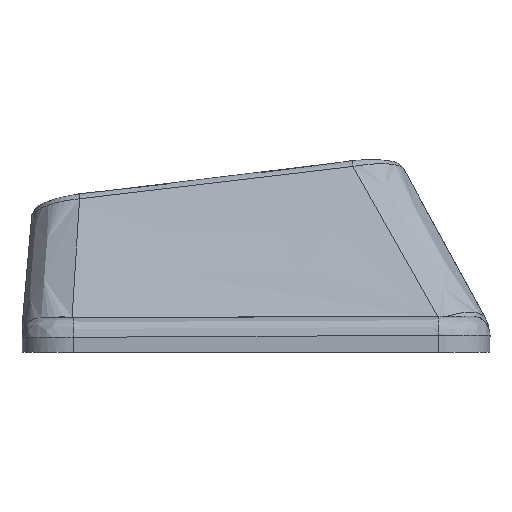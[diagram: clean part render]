
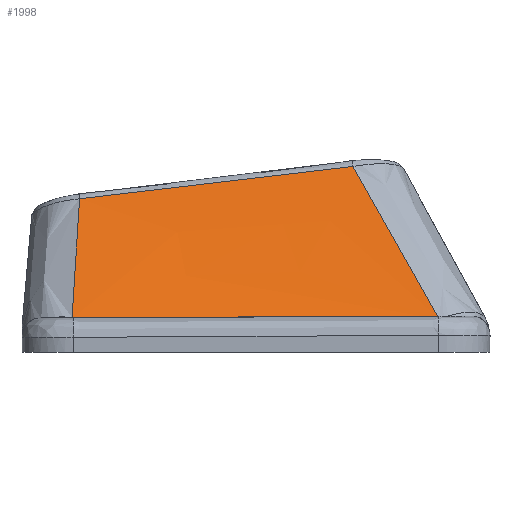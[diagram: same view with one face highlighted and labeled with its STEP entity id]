
A CAD part, left-side view. The second image highlights one B-rep face of the part: STEP entity #1998.
In plain terms, the highlighted free-form (B-spline) face has degree [3, 3] with [4, 4] control points.
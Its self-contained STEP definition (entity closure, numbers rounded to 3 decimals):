
#24=ELLIPSE('',#2142,0.232,0.197);
#26=ELLIPSE('',#2146,0.187,0.161);
#62=B_SPLINE_SURFACE_WITH_KNOTS('',3,3,((#3630,#3631,#3632,#3633),(#3634,
#3635,#3636,#3637),(#3638,#3639,#3640,#3641),(#3642,#3643,#3644,#3645)),
 .UNSPECIFIED.,.F.,.F.,.F.,(4,4),(4,4),(0.101,0.893),
(0.045,0.954),.UNSPECIFIED.);
#160=B_SPLINE_CURVE_WITH_KNOTS('',3,(#3475,#3476,#3477,#3478,#3479,#3480,
#3481,#3482,#3483,#3484,#3485,#3486,#3487,#3488,#3489,#3490),
 .UNSPECIFIED.,.F.,.F.,(4,3,3,3,3,4),(0.,0.312,0.623,
0.934,1.243,1.416),.UNSPECIFIED.);
#163=B_SPLINE_CURVE_WITH_KNOTS('',3,(#3647,#3648,#3649,#3650,#3651,#3652,
#3653,#3654,#3655,#3656,#3657,#3658,#3659,#3660,#3661,#3662),
 .UNSPECIFIED.,.F.,.F.,(4,3,3,3,3,4),(0.036,0.194,
0.353,0.512,0.672,0.771),
 .UNSPECIFIED.);
#164=B_SPLINE_CURVE_WITH_KNOTS('',3,(#3664,#3665,#3666,#3667),
 .UNSPECIFIED.,.F.,.F.,(4,4),(-1.068,0.),
 .UNSPECIFIED.);
#165=B_SPLINE_CURVE_WITH_KNOTS('',3,(#3668,#3669,#3670,#3671,#3672,#3673,
#3674,#3675,#3676,#3677,#3678,#3679,#3680),.UNSPECIFIED.,.F.,.F.,(4,3,3,
3,4),(-0.569,-0.406,-0.244,-0.08,
-0.031),.UNSPECIFIED.);
#486=FACE_OUTER_BOUND('',#614,.T.);
#614=EDGE_LOOP('',(#1433,#1434,#1435,#1436,#1437,#1438));
#830=VERTEX_POINT('',#3365);
#832=VERTEX_POINT('',#3449);
#834=VERTEX_POINT('',#3473);
#836=VERTEX_POINT('',#3509);
#843=VERTEX_POINT('',#3646);
#844=VERTEX_POINT('',#3663);
#1054=EDGE_CURVE('',#832,#830,#24,.T.);
#1057=EDGE_CURVE('',#834,#832,#160,.T.);
#1060=EDGE_CURVE('',#836,#834,#26,.T.);
#1072=EDGE_CURVE('',#843,#836,#163,.T.);
#1073=EDGE_CURVE('',#844,#843,#164,.T.);
#1074=EDGE_CURVE('',#830,#844,#165,.T.);
#1433=ORIENTED_EDGE('',*,*,#1054,.F.);
#1434=ORIENTED_EDGE('',*,*,#1057,.F.);
#1435=ORIENTED_EDGE('',*,*,#1060,.F.);
#1436=ORIENTED_EDGE('',*,*,#1072,.F.);
#1437=ORIENTED_EDGE('',*,*,#1073,.F.);
#1438=ORIENTED_EDGE('',*,*,#1074,.F.);
#1998=ADVANCED_FACE('',(#486),#62,.T.);
#2142=AXIS2_PLACEMENT_3D('',#3451,#2361,#2362);
#2146=AXIS2_PLACEMENT_3D('',#3511,#2369,#2370);
#2361=DIRECTION('center_axis',(0.857,-0.003,-0.515));
#2362=DIRECTION('ref_axis',(0.192,0.93,0.314));
#2369=DIRECTION('center_axis',(0.904,-0.002,-0.428));
#2370=DIRECTION('ref_axis',(-0.047,0.994,-0.103));
#3365=CARTESIAN_POINT('',(-8.864,7.138,0.361));
#3449=CARTESIAN_POINT('',(-8.867,7.086,0.356));
#3451=CARTESIAN_POINT('Origin',(-8.763,7.11,0.529));
#3473=CARTESIAN_POINT('',(-8.936,-7.078,0.304));
#3475=CARTESIAN_POINT('Ctrl Pts',(-8.936,-7.078,0.304));
#3476=CARTESIAN_POINT('Ctrl Pts',(-8.932,-6.038,0.308));
#3477=CARTESIAN_POINT('Ctrl Pts',(-8.928,-4.998,0.311));
#3478=CARTESIAN_POINT('Ctrl Pts',(-8.924,-3.957,0.315));
#3479=CARTESIAN_POINT('Ctrl Pts',(-8.92,-2.92,0.318));
#3480=CARTESIAN_POINT('Ctrl Pts',(-8.915,-1.883,0.322));
#3481=CARTESIAN_POINT('Ctrl Pts',(-8.91,-0.846,0.325));
#3482=CARTESIAN_POINT('Ctrl Pts',(-8.906,0.189,0.329));
#3483=CARTESIAN_POINT('Ctrl Pts',(-8.901,1.224,0.333));
#3484=CARTESIAN_POINT('Ctrl Pts',(-8.895,2.259,0.337));
#3485=CARTESIAN_POINT('Ctrl Pts',(-8.89,3.291,0.341));
#3486=CARTESIAN_POINT('Ctrl Pts',(-8.884,4.323,0.345));
#3487=CARTESIAN_POINT('Ctrl Pts',(-8.878,5.355,0.349));
#3488=CARTESIAN_POINT('Ctrl Pts',(-8.874,5.932,0.351));
#3489=CARTESIAN_POINT('Ctrl Pts',(-8.871,6.509,0.354));
#3490=CARTESIAN_POINT('Ctrl Pts',(-8.867,7.086,0.356));
#3509=CARTESIAN_POINT('',(-8.936,-7.099,0.305));
#3511=CARTESIAN_POINT('Origin',(-8.867,-7.085,0.45));
#3630=CARTESIAN_POINT('Ctrl Pts',(-6.11,-4.134,6.257));
#3631=CARTESIAN_POINT('Ctrl Pts',(-7.052,-5.122,4.273));
#3632=CARTESIAN_POINT('Ctrl Pts',(-7.994,-6.111,2.289));
#3633=CARTESIAN_POINT('Ctrl Pts',(-8.936,-7.099,0.304));
#3634=CARTESIAN_POINT('Ctrl Pts',(-6.11,-0.376,
5.822));
#3635=CARTESIAN_POINT('Ctrl Pts',(-7.052,-1.035,3.976));
#3636=CARTESIAN_POINT('Ctrl Pts',(-7.994,-1.694,2.13));
#3637=CARTESIAN_POINT('Ctrl Pts',(-8.936,-2.353,0.283));
#3638=CARTESIAN_POINT('Ctrl Pts',(-6.11,3.382,5.387));
#3639=CARTESIAN_POINT('Ctrl Pts',(-7.052,3.052,3.679));
#3640=CARTESIAN_POINT('Ctrl Pts',(-7.994,2.722,1.97));
#3641=CARTESIAN_POINT('Ctrl Pts',(-8.936,2.392,0.262));
#3642=CARTESIAN_POINT('Ctrl Pts',(-6.11,7.14,4.953));
#3643=CARTESIAN_POINT('Ctrl Pts',(-7.052,7.14,3.382));
#3644=CARTESIAN_POINT('Ctrl Pts',(-7.994,7.139,1.811));
#3645=CARTESIAN_POINT('Ctrl Pts',(-8.936,7.138,0.241));
#3646=CARTESIAN_POINT('',(-6.11,-3.758,6.214));
#3647=CARTESIAN_POINT('Ctrl Pts',(-6.11,-3.758,6.214));
#3648=CARTESIAN_POINT('Ctrl Pts',(-6.314,-3.999,5.791));
#3649=CARTESIAN_POINT('Ctrl Pts',(-6.518,-4.24,5.367));
#3650=CARTESIAN_POINT('Ctrl Pts',(-6.721,-4.48,4.944));
#3651=CARTESIAN_POINT('Ctrl Pts',(-6.926,-4.722,4.518));
#3652=CARTESIAN_POINT('Ctrl Pts',(-7.13,-4.963,4.092));
#3653=CARTESIAN_POINT('Ctrl Pts',(-7.334,-5.204,3.666));
#3654=CARTESIAN_POINT('Ctrl Pts',(-7.538,-5.446,3.24));
#3655=CARTESIAN_POINT('Ctrl Pts',(-7.742,-5.687,2.812));
#3656=CARTESIAN_POINT('Ctrl Pts',(-7.946,-5.928,2.385));
#3657=CARTESIAN_POINT('Ctrl Pts',(-8.15,-6.17,1.956));
#3658=CARTESIAN_POINT('Ctrl Pts',(-8.354,-6.411,1.528));
#3659=CARTESIAN_POINT('Ctrl Pts',(-8.558,-6.652,1.099));
#3660=CARTESIAN_POINT('Ctrl Pts',(-8.684,-6.801,0.834));
#3661=CARTESIAN_POINT('Ctrl Pts',(-8.81,-6.95,0.57));
#3662=CARTESIAN_POINT('Ctrl Pts',(-8.936,-7.099,0.305));
#3663=CARTESIAN_POINT('',(-6.125,6.845,4.961));
#3664=CARTESIAN_POINT('Ctrl Pts',(-6.125,6.845,4.961));
#3665=CARTESIAN_POINT('Ctrl Pts',(-6.12,3.31,5.375));
#3666=CARTESIAN_POINT('Ctrl Pts',(-6.115,-0.224,
5.793));
#3667=CARTESIAN_POINT('Ctrl Pts',(-6.11,-3.758,6.214));
#3668=CARTESIAN_POINT('Ctrl Pts',(-8.864,7.138,0.361));
#3669=CARTESIAN_POINT('Ctrl Pts',(-8.587,7.107,0.823));
#3670=CARTESIAN_POINT('Ctrl Pts',(-8.311,7.076,1.285));
#3671=CARTESIAN_POINT('Ctrl Pts',(-8.035,7.045,1.747));
#3672=CARTESIAN_POINT('Ctrl Pts',(-7.758,7.015,2.211));
#3673=CARTESIAN_POINT('Ctrl Pts',(-7.481,6.985,2.675));
#3674=CARTESIAN_POINT('Ctrl Pts',(-7.205,6.956,3.139));
#3675=CARTESIAN_POINT('Ctrl Pts',(-6.927,6.926,3.607));
#3676=CARTESIAN_POINT('Ctrl Pts',(-6.65,6.898,4.074));
#3677=CARTESIAN_POINT('Ctrl Pts',(-6.373,6.87,4.542));
#3678=CARTESIAN_POINT('Ctrl Pts',(-6.29,6.862,4.682));
#3679=CARTESIAN_POINT('Ctrl Pts',(-6.208,6.853,4.821));
#3680=CARTESIAN_POINT('Ctrl Pts',(-6.125,6.845,4.961));
